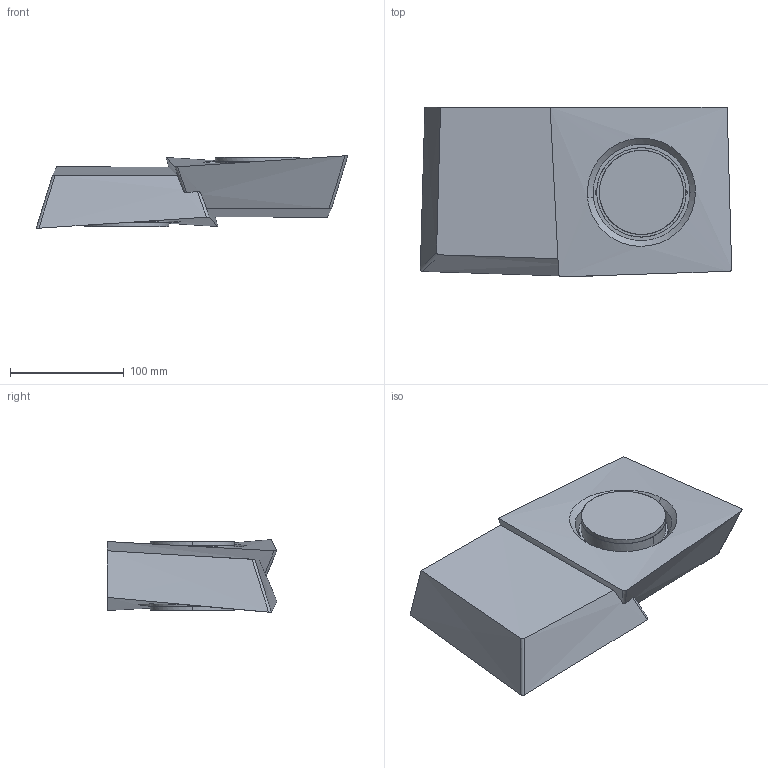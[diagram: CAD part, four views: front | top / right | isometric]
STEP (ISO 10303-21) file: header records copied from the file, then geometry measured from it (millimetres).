
FILE_DESCRIPTION(/* description */ (''),/* implementation_level */ '2;1');
FILE_NAME(/* name */ 'T375',/* time_stamp */ '2020-12-21T19:00:21+01:00',/* author */ (''),/* organization */ (''),/* preprocessor_version */ 'ST-DEVELOPER v16.5',/* originating_system */ '',/* authorisation */ '');
FILE_SCHEMA (('AUTOMOTIVE_DESIGN'));
Length unit declared in the file: millimetre
Products named in the file (1): Document
Bounding box: 273.72 x 149.22 x 63.8 mm (x, y, z)
Volume: 972264.1 mm3; surface area: 295805.1 mm2
Topology: 19 solids, 25 shells, 409 faces, 958 edges, 634 vertices
Faces by surface type: bspline 409
Entity records: 27932 total; most frequent: CARTESIAN_POINT 16047, ORIENTED_EDGE 1904, PCURVE 1904, DEFINITIONAL_REPRESENTATION 1904, B_SPLINE_CURVE_WITH_KNOTS 1712, SURFACE_CURVE 958, EDGE_CURVE 958, VERTEX_POINT 634
